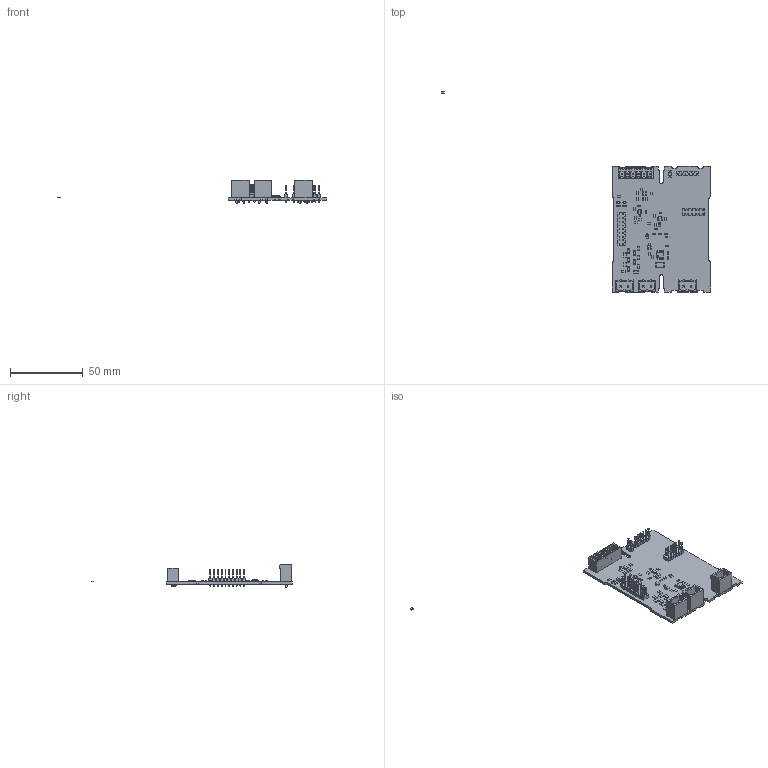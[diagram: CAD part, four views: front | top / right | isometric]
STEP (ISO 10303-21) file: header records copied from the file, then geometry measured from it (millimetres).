
FILE_DESCRIPTION(('KiCad electronic assembly'),'2;1');
FILE_NAME('afe_230v_16a_1.step','2025-01-24T14:24:26',('Pcbnew'),( 'Kicad'),'Open CASCADE STEP processor 7.8','KiCad to STEP converter' ,'Unknown');
FILE_SCHEMA(('AUTOMOTIVE_DESIGN { 1 0 10303 214 1 1 1 1 }'));
Length unit declared in the file: millimetre
Products named in the file (32): afe_230v_16a_1 1; R_0805_2012Metric; R_1206_3216Metric; PinHeader_1x06_P2.54mm_Vertical; PinHeader_1x06_P254mm_Vertical; D_SOD-323; D_SOD_323; C_0402_1005Metric; C_0603_1608Metric; PhoenixContact_MSTBVA_2,5_2-G-5,08_1x02_P5.08mm_Vertical; MSTBVA_01x02_G_5_08mm; SOT-23; SOT_23; TSOT-23-5; TSOT_23_5; SOIC-8_3.9x4.9mm_P1.27mm; SOIC_8_39x49mm_P127mm; PhoenixContact_MCV_1,5_6-G-3.81_1x06_P3.81mm_Vertical; MCV_01x06_G_3_81mm; PinHeader_2x06_P2.54mm_Vertical; PinHeader_2x06_P254mm_Vertical; R_2512_6332Metric; PinHeader_1x02_P2.54mm_Vertical; PinHeader_1x02_P254mm_Vertical; PinHeader_2x09_P2.54mm_Vertical; PinHeader_2x09_P254mm_Vertical; _autosave-afe_230v_16a_PCB
Assembly tree (80 placements, depth 3):
  afe_230v_16a_1 1
    R_0805_2012Metric  x27
      R_0805_2012Metric
    R_1206_3216Metric  x12
      R_1206_3216Metric
    PinHeader_1x06_P2.54mm_Vertical
      PinHeader_1x06_P254mm_Vertical
    D_SOD-323  x4
      D_SOD_323
    C_0402_1005Metric  x2
      C_0402_1005Metric
    C_0603_1608Metric  x4
      C_0603_1608Metric
    PhoenixContact_MSTBVA_2,5_2-G-5,08_1x02_P5.08mm_Vertical  x3
      MSTBVA_01x02_G_5_08mm
    SOT-23
      SOT_23
    TSOT-23-5  x4
      TSOT_23_5
    SOIC-8_3.9x4.9mm_P1.27mm
      SOIC_8_39x49mm_P127mm
    PhoenixContact_MCV_1,5_6-G-3.81_1x06_P3.81mm_Vertical
      MCV_01x06_G_3_81mm
    PinHeader_2x06_P2.54mm_Vertical
      PinHeader_2x06_P254mm_Vertical
    R_2512_6332Metric
      R_2512_6332Metric
    PinHeader_1x02_P2.54mm_Vertical
      PinHeader_1x02_P254mm_Vertical
    PinHeader_2x09_P2.54mm_Vertical
      PinHeader_2x09_P254mm_Vertical
    _autosave-afe_230v_16a_PCB
Bounding box: 184.94 x 137.47 x 16 mm (x, y, z)
Volume: 12821.4 mm3; surface area: 19510.9 mm2
Topology: 65 solids, 65 shells, 3516 faces, 8799 edges, 5536 vertices
Faces by surface type: plane 2600, cylinder 637, bspline 279
Full cylindrical faces by diameter (mm): 0.6 x1, 1 x38, 1.2 x6, 1.4 x6
Entity records: 63825 total; most frequent: CARTESIAN_POINT 9475, ORIENTED_EDGE 8788, DIRECTION 8186, EDGE_CURVE 4394, LINE 3856, VECTOR 3856, VERTEX_POINT 2742, AXIS2_PLACEMENT_3D 2165
